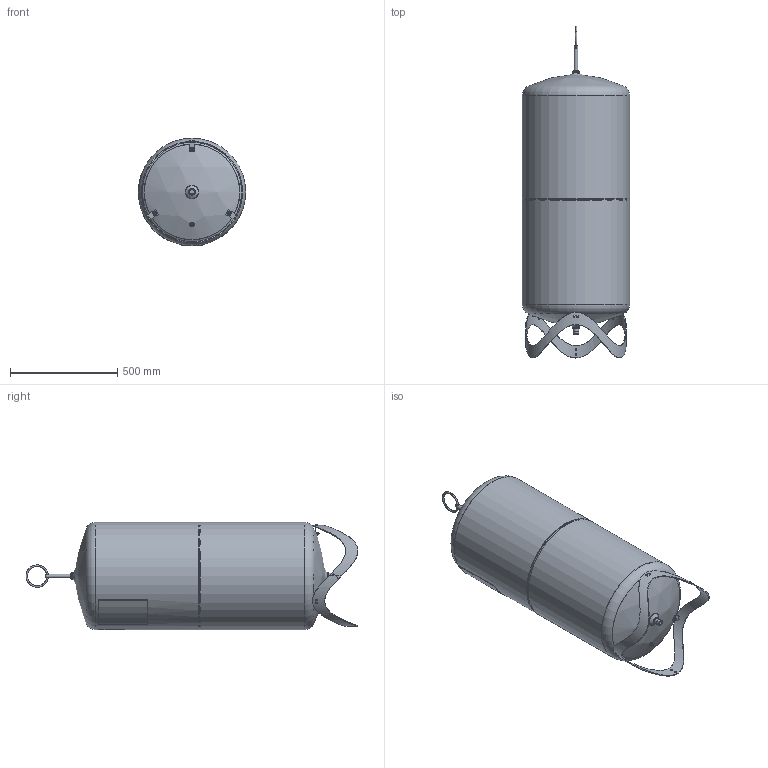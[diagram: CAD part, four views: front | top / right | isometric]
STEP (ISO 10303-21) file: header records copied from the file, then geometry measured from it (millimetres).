
FILE_DESCRIPTION((''),'2;1');
FILE_NAME('7101010_3D_1002_00_DE_FR_IT_EN_NL_UPD.stp','2015-01-08T08:49:42',('SCG'),(''),'Autodesk Inventor 2013','Autodesk Inventor 2013','');
FILE_SCHEMA(('AUTOMOTIVE_DESIGN { 1 0 10303 214 1 1 1 1 }'));
Length unit declared in the file: millimetre
Products named in the file (1): 119433
Bounding box: 500 x 1545.09 x 500.3 mm (x, y, z)
Volume: 18716387.5 mm3; surface area: 5608784.3 mm2
Topology: 3 solids, 8 shells, 332 faces, 849 edges, 556 vertices
Faces by surface type: plane 159, cylinder 78, cone 42, bspline 23, torus 22, sphere 7, revolution 1
Full cylindrical faces by diameter (mm): 4 x1, 7.5 x2, 8 x6, 8.4 x1, 9 x5, 10 x3, 11.027 x1, 12.6 x1, 14 x1, 14.95 x1, 17.2 x1, 18 x1, 20 x2, 26.8 x4, 29.8 x4, 33 x1, 55 x1, 58 x1, 462 x1, 470 x1, 494 x1, 497 x2, 500 x2
Entity records: 14044 total; most frequent: CARTESIAN_POINT 6290, ORIENTED_EDGE 1464, DIRECTION 1454, EDGE_CURVE 732, AXIS2_PLACEMENT_3D 572, VERTEX_POINT 523, EDGE_LOOP 485, FACE_OUTER_BOUND 332
